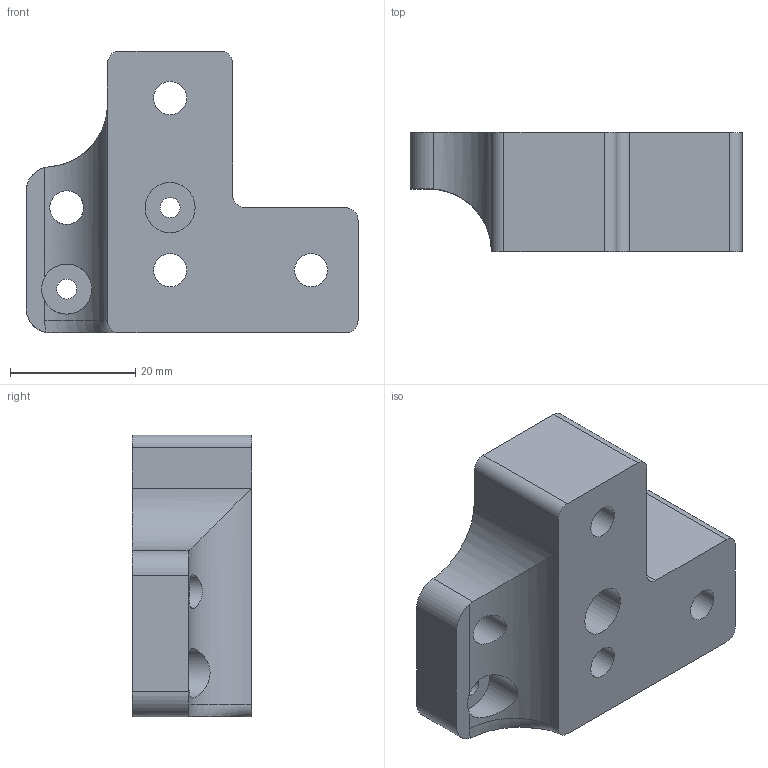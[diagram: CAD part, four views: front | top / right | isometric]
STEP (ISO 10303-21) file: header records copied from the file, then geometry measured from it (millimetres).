
FILE_DESCRIPTION(/* description */ (''),/* implementation_level */ '2;1');
FILE_NAME(/* name */ 'double_pulley_corner_bracket_Left Corner Pulley Plate.stp',/* time_stamp */ '2024-05-30T00:30:48-07:00',/* author */ ('Micha'),/* organization */ (''),/* preprocessor_version */ 'ST-DEVELOPER v20',/* originating_system */ 'Autodesk Inventor 2024',/* authorisation */ '');
FILE_SCHEMA (('AUTOMOTIVE_DESIGN { 1 0 10303 214 3 1 1 }'));
Length unit declared in the file: millimetre
Products named in the file (1): double_pulley_corner_bracket_Left Corner Pulley Plate
Bounding box: 53 x 19 x 45 mm (x, y, z)
Volume: 25428.2 mm3; surface area: 8197.7 mm2
Topology: 1 solids, 1 shells, 100 faces, 257 edges, 171 vertices
Faces by surface type: plane 49, bspline 30, cylinder 20, torus 1
Full cylindrical faces by diameter (mm): 3.2 x2, 5.3 x3, 5.4 x1, 8 x2, 10 x3
Entity records: 5122 total; most frequent: CARTESIAN_POINT 2793, ORIENTED_EDGE 514, DIRECTION 373, EDGE_CURVE 257, VERTEX_POINT 171, LINE 151, VECTOR 151, EDGE_LOOP 124
